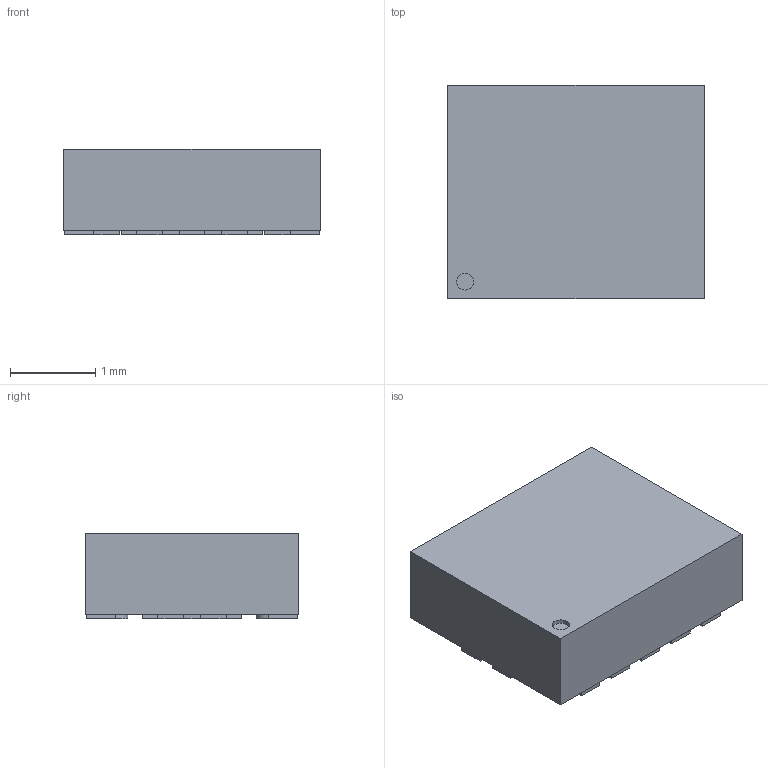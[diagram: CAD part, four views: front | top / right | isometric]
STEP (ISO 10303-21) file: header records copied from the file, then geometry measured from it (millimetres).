
FILE_DESCRIPTION (( 'STEP AP214' ), '1' );
FILE_NAME ('B873E95A-2E65-4015-BD38-8EB3A6F6D3E9.STEP', '2023-03-07T19:33:01', ( '' ), ( '' ), 'SwSTEP 2.0', 'SolidWorks 2022', '' );
FILE_SCHEMA (( 'AUTOMOTIVE_DESIGN' ));
Length unit declared in the file: millimetre
Products named in the file (1): B873E95A-2E65-4015-BD38-8EB3A6F6D3E9
Bounding box: 3 x 2.5 x 1 mm (x, y, z)
Volume: 7.3 mm3; surface area: 26.8 mm2
Topology: 1 solids, 1 shells, 86 faces, 204 edges, 136 vertices
Faces by surface type: plane 68, cylinder 18
Entity records: 3378 total; most frequent: CARTESIAN_POINT 427, DIRECTION 414, ORIENTED_EDGE 408, EDGE_CURVE 204, VECTOR 168, LINE 168, VERTEX_POINT 136, AXIS2_PLACEMENT_3D 123
